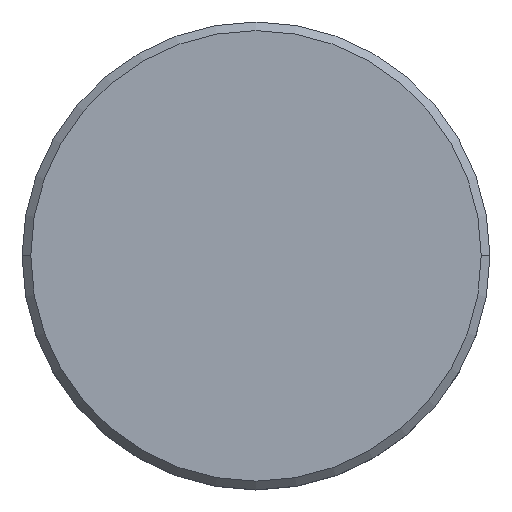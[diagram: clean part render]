
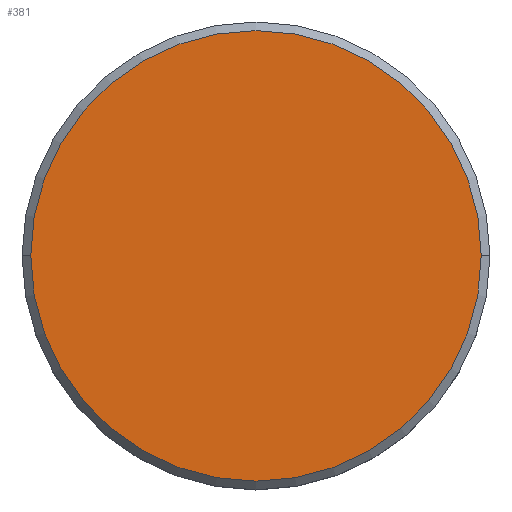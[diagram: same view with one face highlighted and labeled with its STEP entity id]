
A CAD part, top view. The second image highlights one B-rep face of the part: STEP entity #381.
In plain terms, the highlighted planar face has unit normal (0, 0, 1).
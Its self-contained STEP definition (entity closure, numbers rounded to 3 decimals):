
#32 = EDGE_CURVE ( 'NONE', #71, #326, #545, .T. ) ;
#56 = EDGE_CURVE ( 'NONE', #326, #71, #312, .T. ) ;
#70 = CARTESIAN_POINT ( 'NONE',  ( 0., 0., 0. ) ) ;
#71 = VERTEX_POINT ( 'NONE', #482 ) ;
#75 = ORIENTED_EDGE ( 'NONE', *, *, #32, .T. ) ;
#133 = DIRECTION ( 'NONE',  ( 0., 0., 1. ) ) ;
#183 = ORIENTED_EDGE ( 'NONE', *, *, #56, .T. ) ;
#193 = AXIS2_PLACEMENT_3D ( 'NONE', #423, #385, #204 ) ;
#204 = DIRECTION ( 'NONE',  ( 1., 0., 0. ) ) ;
#227 = AXIS2_PLACEMENT_3D ( 'NONE', #561, #133, #388 ) ;
#312 = CIRCLE ( 'NONE', #227, 13. ) ;
#325 = DIRECTION ( 'NONE',  ( 0., 0., 1. ) ) ;
#326 = VERTEX_POINT ( 'NONE', #537 ) ;
#377 = EDGE_LOOP ( 'NONE', ( #183, #75 ) ) ;
#381 = ADVANCED_FACE ( 'NONE', ( #585 ), #499, .T. ) ;
#385 = DIRECTION ( 'NONE',  ( 0., 0., 1. ) ) ;
#388 = DIRECTION ( 'NONE',  ( 1., 0., 0. ) ) ;
#423 = CARTESIAN_POINT ( 'NONE',  ( 0., 0., 0. ) ) ;
#482 = CARTESIAN_POINT ( 'NONE',  ( 13., 0., 0. ) ) ;
#499 = PLANE ( 'NONE',  #591 ) ;
#533 = DIRECTION ( 'NONE',  ( 1., 0., 0. ) ) ;
#537 = CARTESIAN_POINT ( 'NONE',  ( -13., 0., 0. ) ) ;
#545 = CIRCLE ( 'NONE', #193, 13. ) ;
#561 = CARTESIAN_POINT ( 'NONE',  ( 0., 0., 0. ) ) ;
#585 = FACE_OUTER_BOUND ( 'NONE', #377, .T. ) ;
#591 = AXIS2_PLACEMENT_3D ( 'NONE', #70, #325, #533 ) ;
